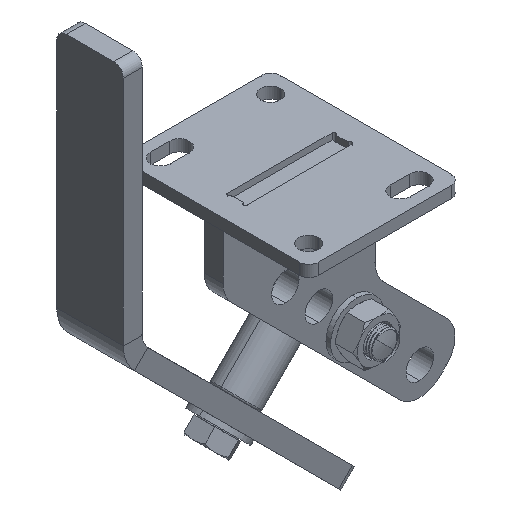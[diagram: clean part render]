
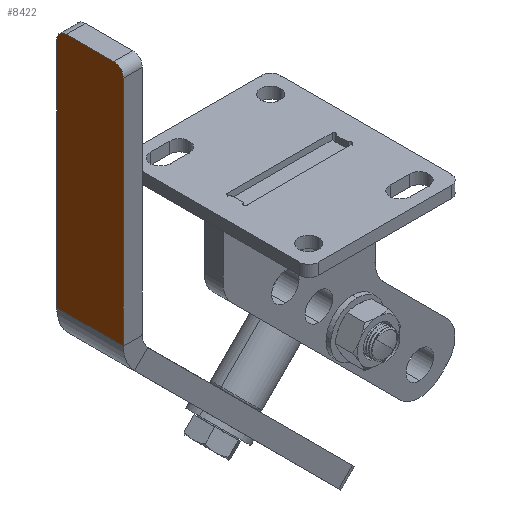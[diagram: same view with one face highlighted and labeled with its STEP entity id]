
A CAD part, isometric view. The second image highlights one B-rep face of the part: STEP entity #8422.
In plain terms, the highlighted face is planar.
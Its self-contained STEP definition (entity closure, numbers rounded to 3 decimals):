
#81 = VECTOR ( 'NONE', #10078, 1000. ) ;
#113 = AXIS2_PLACEMENT_3D ( 'NONE', #10188, #4401, #9415 ) ;
#194 = DIRECTION ( 'NONE',  ( 0., -1., 0. ) ) ;
#233 = DIRECTION ( 'NONE',  ( -0.707, 0., -0.707 ) ) ;
#449 = CARTESIAN_POINT ( 'NONE',  ( -5.858, 12.5, -92.148 ) ) ;
#557 = DIRECTION ( 'NONE',  ( 0., 1., 0. ) ) ;
#613 = EDGE_CURVE ( 'NONE', #8921, #9616, #1839, .T. ) ;
#719 = ORIENTED_EDGE ( 'NONE', *, *, #613, .T. ) ;
#938 = CARTESIAN_POINT ( 'NONE',  ( 109.952, 17.5, -207.959 ) ) ;
#997 = DIRECTION ( 'NONE',  ( -0.707, 0., 0.707 ) ) ;
#1364 = CIRCLE ( 'NONE', #3256, 5. ) ;
#1769 = FACE_OUTER_BOUND ( 'NONE', #5824, .T. ) ;
#1839 = LINE ( 'NONE', #7740, #2015 ) ;
#2015 = VECTOR ( 'NONE', #194, 1000. ) ;
#2176 = EDGE_CURVE ( 'NONE', #10161, #9800, #4190, .T. ) ;
#2358 = EDGE_CURVE ( 'NONE', #9616, #10461, #8414, .T. ) ;
#2420 = CARTESIAN_POINT ( 'NONE',  ( -92.132, 17.5, -5.875 ) ) ;
#2622 = CARTESIAN_POINT ( 'NONE',  ( -92.132, -17.5, -5.875 ) ) ;
#2803 = DIRECTION ( 'NONE',  ( 0.707, 0., -0.707 ) ) ;
#3097 = VECTOR ( 'NONE', #2803, 1000. ) ;
#3149 = DIRECTION ( 'NONE',  ( 0.707, 0., 0.707 ) ) ;
#3256 = AXIS2_PLACEMENT_3D ( 'NONE', #7338, #3149, #9787 ) ;
#3832 = VERTEX_POINT ( 'NONE', #6915 ) ;
#4190 = LINE ( 'NONE', #938, #81 ) ;
#4355 = PLANE ( 'NONE',  #8518 ) ;
#4393 = ORIENTED_EDGE ( 'NONE', *, *, #2176, .T. ) ;
#4401 = DIRECTION ( 'NONE',  ( 0.707, 0., 0.707 ) ) ;
#4787 = EDGE_CURVE ( 'NONE', #3832, #10161, #8922, .T. ) ;
#4819 = ORIENTED_EDGE ( 'NONE', *, *, #5469, .T. ) ;
#5062 = CARTESIAN_POINT ( 'NONE',  ( -92.132, 12.5, -5.875 ) ) ;
#5400 = CARTESIAN_POINT ( 'NONE',  ( -95.667, -12.5, -2.339 ) ) ;
#5469 = EDGE_CURVE ( 'NONE', #9800, #8921, #1364, .T. ) ;
#5824 = EDGE_LOOP ( 'NONE', ( #5839, #8104, #4393, #4819, #719, #9100 ) ) ;
#5839 = ORIENTED_EDGE ( 'NONE', *, *, #6363, .T. ) ;
#6199 = VECTOR ( 'NONE', #557, 1000. ) ;
#6227 = LINE ( 'NONE', #9434, #3097 ) ;
#6363 = EDGE_CURVE ( 'NONE', #10461, #3832, #6227, .T. ) ;
#6915 = CARTESIAN_POINT ( 'NONE',  ( -5.858, -17.5, -92.148 ) ) ;
#7338 = CARTESIAN_POINT ( 'NONE',  ( -92.132, 12.5, -5.875 ) ) ;
#7740 = CARTESIAN_POINT ( 'NONE',  ( -95.667, 12.5, -2.339 ) ) ;
#8104 = ORIENTED_EDGE ( 'NONE', *, *, #4787, .T. ) ;
#8160 = CARTESIAN_POINT ( 'NONE',  ( -5.858, 17.5, -92.148 ) ) ;
#8414 = CIRCLE ( 'NONE', #113, 5. ) ;
#8422 = ADVANCED_FACE ( 'NONE', ( #1769 ), #4355, .F. ) ;
#8474 = CARTESIAN_POINT ( 'NONE',  ( -95.667, 12.5, -2.339 ) ) ;
#8518 = AXIS2_PLACEMENT_3D ( 'NONE', #5062, #233, #997 ) ;
#8921 = VERTEX_POINT ( 'NONE', #8474 ) ;
#8922 = LINE ( 'NONE', #449, #6199 ) ;
#9100 = ORIENTED_EDGE ( 'NONE', *, *, #2358, .T. ) ;
#9415 = DIRECTION ( 'NONE',  ( 0.707, 0., -0.707 ) ) ;
#9434 = CARTESIAN_POINT ( 'NONE',  ( -92.132, -17.5, -5.875 ) ) ;
#9616 = VERTEX_POINT ( 'NONE', #5400 ) ;
#9787 = DIRECTION ( 'NONE',  ( -0.707, 0., 0.707 ) ) ;
#9800 = VERTEX_POINT ( 'NONE', #2420 ) ;
#10078 = DIRECTION ( 'NONE',  ( -0.707, 0., 0.707 ) ) ;
#10161 = VERTEX_POINT ( 'NONE', #8160 ) ;
#10188 = CARTESIAN_POINT ( 'NONE',  ( -92.132, -12.5, -5.875 ) ) ;
#10461 = VERTEX_POINT ( 'NONE', #2622 ) ;
